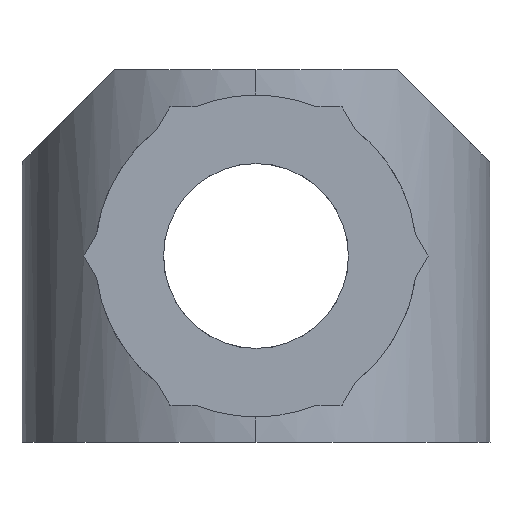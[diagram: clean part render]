
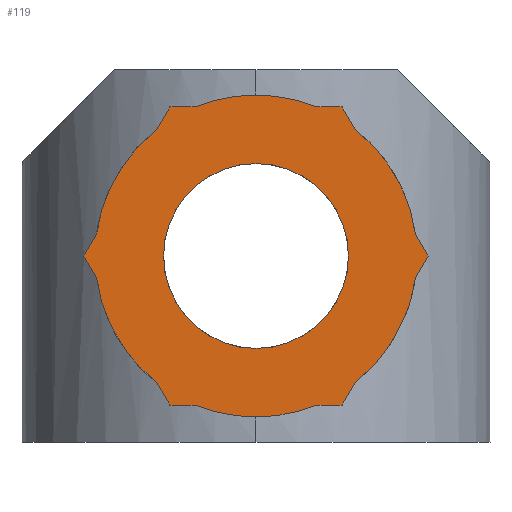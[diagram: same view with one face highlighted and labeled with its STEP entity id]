
A CAD part, left-side view. The second image highlights one B-rep face of the part: STEP entity #119.
In plain terms, the highlighted planar face has unit normal (-1, 0, 0).
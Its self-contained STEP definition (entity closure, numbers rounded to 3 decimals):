
#119=ADVANCED_FACE('NONE',(#244,#245),#246,.T.);
#244=FACE_OUTER_BOUND('',#373,.T.);
#245=FACE_BOUND('',#374,.T.);
#246=PLANE('',#375);
#373=EDGE_LOOP('',(#671,#672,#673,#674,#675,#676,#677,#678,#679,#680,#681,#682,#683,#684,#685,#686,#687,#688,#689,#690));
#374=EDGE_LOOP('',(#691,#692));
#375=AXIS2_PLACEMENT_3D('',#693,#694,#695);
#671=ORIENTED_EDGE('',*,*,#814,.T.);
#672=ORIENTED_EDGE('',*,*,#870,.T.);
#673=ORIENTED_EDGE('',*,*,#873,.T.);
#674=ORIENTED_EDGE('',*,*,#876,.T.);
#675=ORIENTED_EDGE('',*,*,#879,.T.);
#676=ORIENTED_EDGE('',*,*,#882,.T.);
#677=ORIENTED_EDGE('',*,*,#885,.T.);
#678=ORIENTED_EDGE('',*,*,#888,.T.);
#679=ORIENTED_EDGE('',*,*,#891,.T.);
#680=ORIENTED_EDGE('',*,*,#894,.T.);
#681=ORIENTED_EDGE('',*,*,#896,.T.);
#682=ORIENTED_EDGE('',*,*,#805,.T.);
#683=ORIENTED_EDGE('',*,*,#899,.T.);
#684=ORIENTED_EDGE('',*,*,#902,.T.);
#685=ORIENTED_EDGE('',*,*,#905,.T.);
#686=ORIENTED_EDGE('',*,*,#908,.T.);
#687=ORIENTED_EDGE('',*,*,#911,.T.);
#688=ORIENTED_EDGE('',*,*,#914,.T.);
#689=ORIENTED_EDGE('',*,*,#917,.T.);
#690=ORIENTED_EDGE('',*,*,#919,.T.);
#691=ORIENTED_EDGE('',*,*,#921,.F.);
#692=ORIENTED_EDGE('',*,*,#809,.F.);
#693=CARTESIAN_POINT('',(1.65,0.0,6.25));
#694=DIRECTION('',(-1.0,0.0,0.0));
#695=DIRECTION('',(0.0,0.0,1.0));
#805=EDGE_CURVE('NONE',#957,#961,#963,.T.);
#809=EDGE_CURVE('NONE',#968,#970,#971,.T.);
#814=EDGE_CURVE('NONE',#979,#977,#980,.T.);
#870=EDGE_CURVE('NONE',#977,#1069,#1071,.T.);
#873=EDGE_CURVE('NONE',#1069,#1073,#1075,.T.);
#876=EDGE_CURVE('NONE',#1073,#1077,#1079,.T.);
#879=EDGE_CURVE('NONE',#1077,#1081,#1083,.T.);
#882=EDGE_CURVE('NONE',#1081,#1085,#1087,.T.);
#885=EDGE_CURVE('NONE',#1085,#1089,#1091,.T.);
#888=EDGE_CURVE('NONE',#1089,#1093,#1095,.T.);
#891=EDGE_CURVE('NONE',#1093,#1097,#1099,.T.);
#894=EDGE_CURVE('NONE',#1097,#1101,#1103,.T.);
#896=EDGE_CURVE('NONE',#1101,#957,#1105,.T.);
#899=EDGE_CURVE('NONE',#961,#1107,#1109,.T.);
#902=EDGE_CURVE('NONE',#1107,#1111,#1113,.T.);
#905=EDGE_CURVE('NONE',#1111,#1115,#1117,.T.);
#908=EDGE_CURVE('NONE',#1115,#1119,#1121,.T.);
#911=EDGE_CURVE('NONE',#1119,#1123,#1125,.T.);
#914=EDGE_CURVE('NONE',#1123,#1127,#1129,.T.);
#917=EDGE_CURVE('NONE',#1127,#1131,#1133,.T.);
#919=EDGE_CURVE('NONE',#1131,#979,#1135,.T.);
#921=EDGE_CURVE('NONE',#970,#968,#1137,.T.);
#957=VERTEX_POINT('',#1185);
#961=VERTEX_POINT('NONE',#1195);
#963=CIRCLE('',#1198,5.4);
#968=VERTEX_POINT('NONE',#1234);
#970=VERTEX_POINT('NONE',#1237);
#971=CIRCLE('',#1238,3.1);
#977=VERTEX_POINT('NONE',#1252);
#979=VERTEX_POINT('NONE',#1255);
#980=CIRCLE('',#1256,5.4);
#1069=VERTEX_POINT('NONE',#1546);
#1071=CIRCLE('',#1549,5.4);
#1073=VERTEX_POINT('NONE',#1551);
#1075=LINE('',#1554,#1555);
#1077=VERTEX_POINT('NONE',#1557);
#1079=LINE('',#1560,#1561);
#1081=VERTEX_POINT('NONE',#1563);
#1083=CIRCLE('',#1566,5.4);
#1085=VERTEX_POINT('NONE',#1568);
#1087=LINE('',#1571,#1572);
#1089=VERTEX_POINT('NONE',#1574);
#1091=LINE('',#1577,#1578);
#1093=VERTEX_POINT('NONE',#1580);
#1095=CIRCLE('',#1583,5.4);
#1097=VERTEX_POINT('NONE',#1585);
#1099=LINE('',#1588,#1589);
#1101=VERTEX_POINT('NONE',#1591);
#1103=LINE('',#1594,#1595);
#1105=CIRCLE('',#1597,5.4);
#1107=VERTEX_POINT('NONE',#1599);
#1109=LINE('',#1602,#1603);
#1111=VERTEX_POINT('NONE',#1605);
#1113=LINE('',#1608,#1609);
#1115=VERTEX_POINT('NONE',#1611);
#1117=CIRCLE('',#1614,5.4);
#1119=VERTEX_POINT('NONE',#1616);
#1121=LINE('',#1619,#1620);
#1123=VERTEX_POINT('NONE',#1622);
#1125=LINE('',#1625,#1626);
#1127=VERTEX_POINT('NONE',#1628);
#1129=CIRCLE('',#1631,5.4);
#1131=VERTEX_POINT('NONE',#1633);
#1133=LINE('',#1636,#1637);
#1135=LINE('',#1639,#1640);
#1137=CIRCLE('',#1642,3.1);
#1185=CARTESIAN_POINT('',(1.65,0.,11.65));
#1195=CARTESIAN_POINT('',(1.65,2.04,11.25));
#1198=AXIS2_PLACEMENT_3D('',#1710,#1711,#1712);
#1234=CARTESIAN_POINT('',(1.65,0.,3.15));
#1237=CARTESIAN_POINT('',(1.65,0.0,9.35));
#1238=AXIS2_PLACEMENT_3D('',#1714,#1715,#1716);
#1252=CARTESIAN_POINT('',(1.65,0.0,0.85));
#1255=CARTESIAN_POINT('',(1.65,2.04,1.25));
#1256=AXIS2_PLACEMENT_3D('',#1719,#1720,#1721);
#1546=CARTESIAN_POINT('',(1.65,-2.04,1.25));
#1549=AXIS2_PLACEMENT_3D('',#1781,#1782,#1783);
#1551=CARTESIAN_POINT('',(1.65,-2.887,1.25));
#1554=CARTESIAN_POINT('',(1.65,-2.04,1.25));
#1555=VECTOR('',#1785,1000.0);
#1557=CARTESIAN_POINT('',(1.65,-3.31,1.984));
#1560=CARTESIAN_POINT('',(1.65,-2.887,1.25));
#1561=VECTOR('',#1787,1000.0);
#1563=CARTESIAN_POINT('',(1.65,-5.35,5.516));
#1566=AXIS2_PLACEMENT_3D('',#1789,#1790,#1791);
#1568=CARTESIAN_POINT('',(1.65,-5.774,6.25));
#1571=CARTESIAN_POINT('',(1.65,-5.35,5.516));
#1572=VECTOR('',#1793,1000.0);
#1574=CARTESIAN_POINT('',(1.65,-5.35,6.984));
#1577=CARTESIAN_POINT('',(1.65,-5.774,6.25));
#1578=VECTOR('',#1795,1000.0);
#1580=CARTESIAN_POINT('',(1.65,-3.31,10.516));
#1583=AXIS2_PLACEMENT_3D('',#1797,#1798,#1799);
#1585=CARTESIAN_POINT('',(1.65,-2.887,11.25));
#1588=CARTESIAN_POINT('',(1.65,-3.31,10.516));
#1589=VECTOR('',#1801,1000.0);
#1591=CARTESIAN_POINT('',(1.65,-2.04,11.25));
#1594=CARTESIAN_POINT('',(1.65,-2.887,11.25));
#1595=VECTOR('',#1803,1000.0);
#1597=AXIS2_PLACEMENT_3D('',#1804,#1805,#1806);
#1599=CARTESIAN_POINT('',(1.65,2.887,11.25));
#1602=CARTESIAN_POINT('',(1.65,2.04,11.25));
#1603=VECTOR('',#1808,1000.0);
#1605=CARTESIAN_POINT('',(1.65,3.31,10.516));
#1608=CARTESIAN_POINT('',(1.65,2.887,11.25));
#1609=VECTOR('',#1810,1000.0);
#1611=CARTESIAN_POINT('',(1.65,5.35,6.984));
#1614=AXIS2_PLACEMENT_3D('',#1812,#1813,#1814);
#1616=CARTESIAN_POINT('',(1.65,5.774,6.25));
#1619=CARTESIAN_POINT('',(1.65,5.35,6.984));
#1620=VECTOR('',#1816,1000.0);
#1622=CARTESIAN_POINT('',(1.65,5.35,5.516));
#1625=CARTESIAN_POINT('',(1.65,5.774,6.25));
#1626=VECTOR('',#1818,1000.0);
#1628=CARTESIAN_POINT('',(1.65,3.31,1.984));
#1631=AXIS2_PLACEMENT_3D('',#1820,#1821,#1822);
#1633=CARTESIAN_POINT('',(1.65,2.887,1.25));
#1636=CARTESIAN_POINT('',(1.65,3.31,1.984));
#1637=VECTOR('',#1824,1000.0);
#1639=CARTESIAN_POINT('',(1.65,2.887,1.25));
#1640=VECTOR('',#1825,1000.0);
#1642=AXIS2_PLACEMENT_3D('',#1826,#1827,#1828);
#1710=CARTESIAN_POINT('',(1.65,0.0,6.25));
#1711=DIRECTION('',(-1.0,0.0,0.0));
#1712=DIRECTION('',(0.0,0.0,1.0));
#1714=CARTESIAN_POINT('',(1.65,0.0,6.25));
#1715=DIRECTION('',(-1.0,0.0,0.0));
#1716=DIRECTION('',(0.0,0.0,1.0));
#1719=CARTESIAN_POINT('',(1.65,0.0,6.25));
#1720=DIRECTION('',(-1.0,0.0,0.0));
#1721=DIRECTION('',(0.0,0.0,1.0));
#1781=CARTESIAN_POINT('',(1.65,0.0,6.25));
#1782=DIRECTION('',(-1.0,0.0,0.0));
#1783=DIRECTION('',(0.0,0.0,1.0));
#1785=DIRECTION('',(0.0,-1.0,0.));
#1787=DIRECTION('',(0.0,-0.5,0.866));
#1789=CARTESIAN_POINT('',(1.65,0.0,6.25));
#1790=DIRECTION('',(-1.0,0.0,0.0));
#1791=DIRECTION('',(0.0,0.0,1.0));
#1793=DIRECTION('',(0.0,-0.5,0.866));
#1795=DIRECTION('',(0.0,0.5,0.866));
#1797=CARTESIAN_POINT('',(1.65,0.0,6.25));
#1798=DIRECTION('',(-1.0,0.0,0.0));
#1799=DIRECTION('',(0.0,0.0,1.0));
#1801=DIRECTION('',(0.0,0.5,0.866));
#1803=DIRECTION('',(0.0,1.0,0.0));
#1804=CARTESIAN_POINT('',(1.65,0.0,6.25));
#1805=DIRECTION('',(-1.0,0.0,0.0));
#1806=DIRECTION('',(0.0,0.0,1.0));
#1808=DIRECTION('',(0.0,1.0,0.));
#1810=DIRECTION('',(0.0,0.5,-0.866));
#1812=CARTESIAN_POINT('',(1.65,0.0,6.25));
#1813=DIRECTION('',(-1.0,0.0,0.0));
#1814=DIRECTION('',(0.0,0.0,1.0));
#1816=DIRECTION('',(0.0,0.5,-0.866));
#1818=DIRECTION('',(0.0,-0.5,-0.866));
#1820=CARTESIAN_POINT('',(1.65,0.0,6.25));
#1821=DIRECTION('',(-1.0,0.0,0.0));
#1822=DIRECTION('',(0.0,0.0,1.0));
#1824=DIRECTION('',(0.0,-0.5,-0.866));
#1825=DIRECTION('',(0.0,-1.0,0.));
#1826=CARTESIAN_POINT('',(1.65,0.0,6.25));
#1827=DIRECTION('',(-1.0,0.0,0.0));
#1828=DIRECTION('',(0.0,0.0,1.0));
